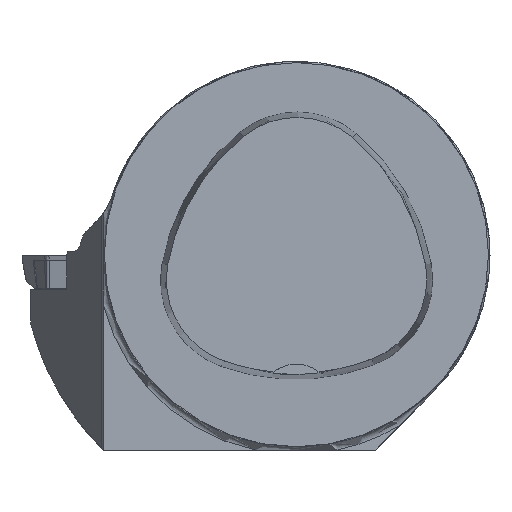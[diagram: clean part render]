
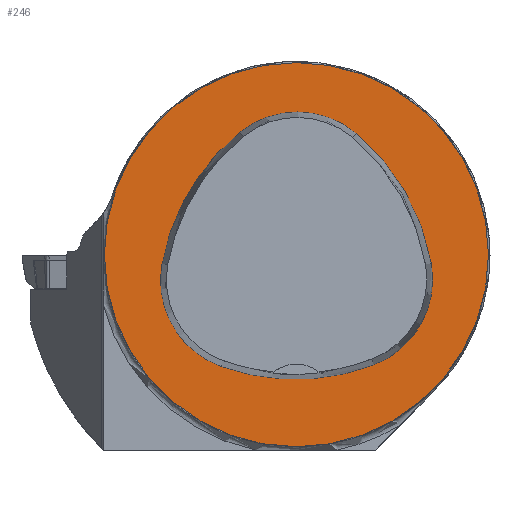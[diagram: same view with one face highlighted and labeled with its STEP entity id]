
A CAD part, top view. The second image highlights one B-rep face of the part: STEP entity #246.
In plain terms, the highlighted planar face has unit normal (0, 0, 1).
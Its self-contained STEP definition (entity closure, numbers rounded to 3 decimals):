
#127=FACE_BOUND('',#480,.T.);
#128=FACE_BOUND('',#481,.T.);
#246=ADVANCED_FACE('',(#127,#128),#328,.T.);
#328=PLANE('',#1849);
#480=EDGE_LOOP('',(#963,#964,#965,#966,#967,#968));
#481=EDGE_LOOP('',(#969));
#963=ORIENTED_EDGE('',*,*,#1549,.T.);
#964=ORIENTED_EDGE('',*,*,#1529,.T.);
#965=ORIENTED_EDGE('',*,*,#1533,.T.);
#966=ORIENTED_EDGE('',*,*,#1536,.T.);
#967=ORIENTED_EDGE('',*,*,#1539,.T.);
#968=ORIENTED_EDGE('',*,*,#1547,.T.);
#969=ORIENTED_EDGE('',*,*,#1520,.F.);
#1352=VERTEX_POINT('',#2616);
#1361=VERTEX_POINT('',#2635);
#1362=VERTEX_POINT('',#2636);
#1365=VERTEX_POINT('',#2644);
#1367=VERTEX_POINT('',#2650);
#1369=VERTEX_POINT('',#2656);
#1376=VERTEX_POINT('',#2677);
#1520=EDGE_CURVE('',#1352,#1352,#1685,.T.);
#1529=EDGE_CURVE('',#1361,#1362,#1686,.T.);
#1533=EDGE_CURVE('',#1362,#1365,#1688,.T.);
#1536=EDGE_CURVE('',#1365,#1367,#1690,.T.);
#1539=EDGE_CURVE('',#1367,#1369,#1692,.T.);
#1547=EDGE_CURVE('',#1369,#1376,#1696,.T.);
#1549=EDGE_CURVE('',#1376,#1361,#1698,.T.);
#1685=CIRCLE('',#1821,31.5);
#1686=CIRCLE('',#1827,36.);
#1688=CIRCLE('',#1830,15.);
#1690=CIRCLE('',#1833,36.);
#1692=CIRCLE('',#1836,15.);
#1696=CIRCLE('',#1841,36.);
#1698=CIRCLE('',#1844,15.);
#1821=AXIS2_PLACEMENT_3D('',#2615,#2074,#2075);
#1827=AXIS2_PLACEMENT_3D('',#2634,#2090,#2091);
#1830=AXIS2_PLACEMENT_3D('',#2643,#2098,#2099);
#1833=AXIS2_PLACEMENT_3D('',#2649,#2105,#2106);
#1836=AXIS2_PLACEMENT_3D('',#2655,#2112,#2113);
#1841=AXIS2_PLACEMENT_3D('',#2678,#2124,#2125);
#1844=AXIS2_PLACEMENT_3D('',#2681,#2130,#2131);
#1849=AXIS2_PLACEMENT_3D('',#2686,#2140,#2141);
#2074=DIRECTION('',(0.,0.,-1.));
#2075=DIRECTION('',(-1.,0.,0.));
#2090=DIRECTION('',(0.,0.,-1.));
#2091=DIRECTION('',(-1.,0.,0.));
#2098=DIRECTION('',(0.,0.,-1.));
#2099=DIRECTION('',(-1.,0.,0.));
#2105=DIRECTION('',(0.,0.,-1.));
#2106=DIRECTION('',(-1.,0.,0.));
#2112=DIRECTION('',(0.,0.,-1.));
#2113=DIRECTION('',(-1.,0.,0.));
#2124=DIRECTION('',(0.,0.,-1.));
#2125=DIRECTION('',(-1.,0.,0.));
#2130=DIRECTION('',(0.,0.,-1.));
#2131=DIRECTION('',(-1.,0.,0.));
#2140=DIRECTION('',(0.,0.,1.));
#2141=DIRECTION('',(1.,0.,0.));
#2615=CARTESIAN_POINT('',(0.,0.,0.));
#2616=CARTESIAN_POINT('',(-31.5,0.,0.));
#2634=CARTESIAN_POINT('',(13.398,-7.893,0.));
#2635=CARTESIAN_POINT('',(-22.041,-1.562,0.));
#2636=CARTESIAN_POINT('',(-9.317,20.036,0.));
#2643=CARTESIAN_POINT('',(0.148,8.399,0.));
#2644=CARTESIAN_POINT('',(9.779,19.898,0.));
#2649=CARTESIAN_POINT('',(-13.337,-7.7,0.));
#2650=CARTESIAN_POINT('',(22.122,-1.48,0.));
#2655=CARTESIAN_POINT('',(7.347,-4.071,0.));
#2656=CARTESIAN_POINT('',(12.693,-18.087,0.));
#2677=CARTESIAN_POINT('',(-12.373,-18.307,0.));
#2678=CARTESIAN_POINT('',(-0.137,15.55,0.));
#2681=CARTESIAN_POINT('',(-7.275,-4.2,0.));
#2686=CARTESIAN_POINT('',(0.,0.,0.));
